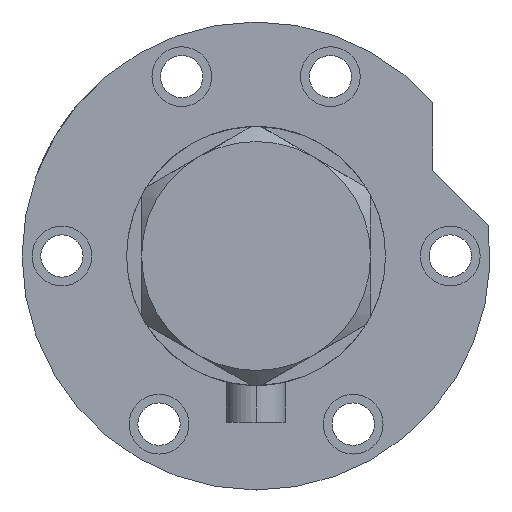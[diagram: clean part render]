
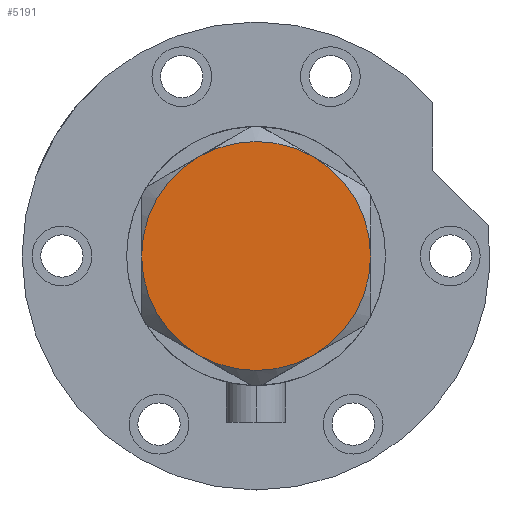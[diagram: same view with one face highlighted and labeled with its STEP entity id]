
A CAD part, left-side view. The second image highlights one B-rep face of the part: STEP entity #5191.
In plain terms, the highlighted face is planar.
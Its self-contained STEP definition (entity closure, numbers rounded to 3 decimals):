
#205 = CIRCLE ( 'NONE', #6039, 23. ) ;
#297 = CIRCLE ( 'NONE', #6510, 23. ) ;
#381 = ORIENTED_EDGE ( 'NONE', *, *, #1334, .T. ) ;
#477 = DIRECTION ( 'NONE',  ( 1., 0., 0. ) ) ;
#480 = EDGE_CURVE ( 'NONE', #5490, #1512, #297, .T. ) ;
#491 = VERTEX_POINT ( 'NONE', #1993 ) ;
#663 = AXIS2_PLACEMENT_3D ( 'NONE', #6682, #7221, #2190 ) ;
#795 = CARTESIAN_POINT ( 'NONE',  ( 0., 0., 9. ) ) ;
#881 = AXIS2_PLACEMENT_3D ( 'NONE', #4218, #4817, #4924 ) ;
#1146 = DIRECTION ( 'NONE',  ( 0., 0., 1. ) ) ;
#1241 = CIRCLE ( 'NONE', #5332, 23. ) ;
#1334 = EDGE_CURVE ( 'NONE', #2352, #6476, #2506, .T. ) ;
#1438 = DIRECTION ( 'NONE',  ( 1., 0., 0. ) ) ;
#1453 = DIRECTION ( 'NONE',  ( 1., 0., 0. ) ) ;
#1500 = CARTESIAN_POINT ( 'NONE',  ( 0., 0., 9. ) ) ;
#1512 = VERTEX_POINT ( 'NONE', #5067 ) ;
#1607 = DIRECTION ( 'NONE',  ( 0., 0., 1. ) ) ;
#1689 = CARTESIAN_POINT ( 'NONE',  ( -23., 0., 9. ) ) ;
#1967 = CIRCLE ( 'NONE', #2433, 23. ) ;
#1993 = CARTESIAN_POINT ( 'NONE',  ( -11.5, -19.919, 9. ) ) ;
#2128 = DIRECTION ( 'NONE',  ( 1., 0., 0. ) ) ;
#2190 = DIRECTION ( 'NONE',  ( 1., 0., 0. ) ) ;
#2262 = ORIENTED_EDGE ( 'NONE', *, *, #2720, .T. ) ;
#2352 = VERTEX_POINT ( 'NONE', #3861 ) ;
#2433 = AXIS2_PLACEMENT_3D ( 'NONE', #3756, #1146, #477 ) ;
#2506 = CIRCLE ( 'NONE', #881, 23. ) ;
#2625 = CARTESIAN_POINT ( 'NONE',  ( 0., 0., 9. ) ) ;
#2720 = EDGE_CURVE ( 'NONE', #6476, #491, #205, .T. ) ;
#2764 = EDGE_CURVE ( 'NONE', #7118, #5490, #1241, .T. ) ;
#2924 = EDGE_CURVE ( 'NONE', #1512, #2352, #4619, .T. ) ;
#2982 = ORIENTED_EDGE ( 'NONE', *, *, #7077, .T. ) ;
#2997 = DIRECTION ( 'NONE',  ( 0., 0., 1. ) ) ;
#3053 = CARTESIAN_POINT ( 'NONE',  ( 23., 0., 9. ) ) ;
#3756 = CARTESIAN_POINT ( 'NONE',  ( 0., 0., 9. ) ) ;
#3861 = CARTESIAN_POINT ( 'NONE',  ( -11.5, 19.919, 9. ) ) ;
#3901 = FACE_OUTER_BOUND ( 'NONE', #5509, .T. ) ;
#4218 = CARTESIAN_POINT ( 'NONE',  ( 0., 0., 9. ) ) ;
#4332 = DIRECTION ( 'NONE',  ( 0., 0., 1. ) ) ;
#4346 = CARTESIAN_POINT ( 'NONE',  ( 0., 0., 9. ) ) ;
#4456 = DIRECTION ( 'NONE',  ( 0., 0., 1. ) ) ;
#4495 = AXIS2_PLACEMENT_3D ( 'NONE', #4346, #4456, #2128 ) ;
#4619 = CIRCLE ( 'NONE', #663, 23. ) ;
#4817 = DIRECTION ( 'NONE',  ( 0., 0., 1. ) ) ;
#4924 = DIRECTION ( 'NONE',  ( 1., 0., 0. ) ) ;
#5031 = ORIENTED_EDGE ( 'NONE', *, *, #2764, .T. ) ;
#5067 = CARTESIAN_POINT ( 'NONE',  ( 11.5, 19.919, 9. ) ) ;
#5191 = ADVANCED_FACE ( 'NONE', ( #3901 ), #6617, .T. ) ;
#5332 = AXIS2_PLACEMENT_3D ( 'NONE', #2625, #1607, #1453 ) ;
#5387 = ORIENTED_EDGE ( 'NONE', *, *, #480, .T. ) ;
#5490 = VERTEX_POINT ( 'NONE', #3053 ) ;
#5509 = EDGE_LOOP ( 'NONE', ( #5031, #5387, #6656, #381, #2262, #2982 ) ) ;
#6039 = AXIS2_PLACEMENT_3D ( 'NONE', #1500, #4332, #7072 ) ;
#6476 = VERTEX_POINT ( 'NONE', #1689 ) ;
#6510 = AXIS2_PLACEMENT_3D ( 'NONE', #795, #2997, #1438 ) ;
#6617 = PLANE ( 'NONE',  #4495 ) ;
#6656 = ORIENTED_EDGE ( 'NONE', *, *, #2924, .T. ) ;
#6682 = CARTESIAN_POINT ( 'NONE',  ( 0., 0., 9. ) ) ;
#6718 = CARTESIAN_POINT ( 'NONE',  ( 11.5, -19.919, 9. ) ) ;
#7072 = DIRECTION ( 'NONE',  ( 1., 0., 0. ) ) ;
#7077 = EDGE_CURVE ( 'NONE', #491, #7118, #1967, .T. ) ;
#7118 = VERTEX_POINT ( 'NONE', #6718 ) ;
#7221 = DIRECTION ( 'NONE',  ( 0., 0., 1. ) ) ;
